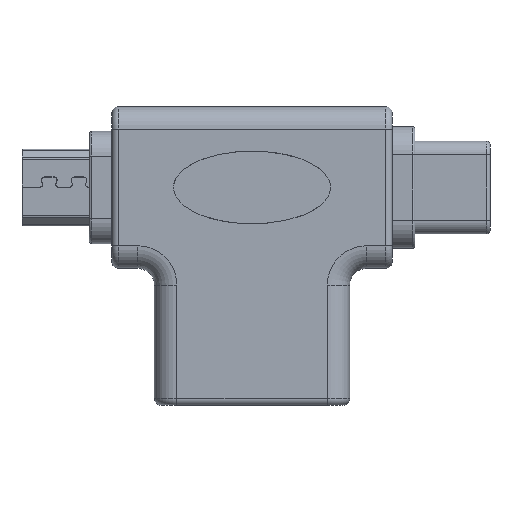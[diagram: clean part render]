
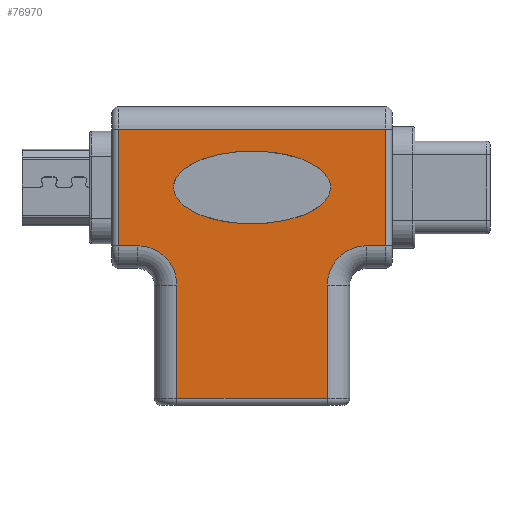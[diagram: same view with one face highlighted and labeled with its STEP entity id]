
A CAD part, top view. The second image highlights one B-rep face of the part: STEP entity #76970.
In plain terms, the highlighted face is planar.
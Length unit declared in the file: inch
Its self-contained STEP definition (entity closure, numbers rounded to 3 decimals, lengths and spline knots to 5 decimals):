
#29 = VERTEX_POINT ( 'NONE', #25037 ) ;
#261 = CARTESIAN_POINT ( 'NONE',  ( -0.19291, -0.26378, -0.34252 ) ) ;
#2064 = CARTESIAN_POINT ( 'NONE',  ( -0.19291, -0.4685, 0.20472 ) ) ;
#4824 = CARTESIAN_POINT ( 'NONE',  ( -0.19291, 0.27559, 0. ) ) ;
#6945 = LINE ( 'NONE', #73326, #65401 ) ;
#10840 = DIRECTION ( 'NONE',  ( 0., 0., 1. ) ) ;
#11261 = LINE ( 'NONE', #12560, #75303 ) ;
#11844 = EDGE_LOOP ( 'NONE', ( #71115, #65567 ) ) ;
#12105 = VECTOR ( 'NONE', #81091, 39.37008 ) ;
#12106 = CARTESIAN_POINT ( 'NONE',  ( -0.19291, 0.40157, -0.20472 ) ) ;
#12155 = ORIENTED_EDGE ( 'NONE', *, *, #43299, .T. ) ;
#12421 = DIRECTION ( 'NONE',  ( -1., 0., 0. ) ) ;
#12560 = CARTESIAN_POINT ( 'NONE',  ( -0.19291, -0.4685, -0.20472 ) ) ;
#13856 = CIRCLE ( 'NONE', #36456, 0.1378 ) ;
#13932 = VECTOR ( 'NONE', #72081, 39.37008 ) ;
#14310 = VERTEX_POINT ( 'NONE', #72651 ) ;
#15102 = EDGE_CURVE ( 'NONE', #29, #14310, #44457, .T. ) ;
#15649 = AXIS2_PLACEMENT_3D ( 'NONE', #70140, #12421, #31433 ) ;
#17430 = VECTOR ( 'NONE', #63490, 39.37008 ) ;
#19613 = ORIENTED_EDGE ( 'NONE', *, *, #48471, .T. ) ;
#20040 = CARTESIAN_POINT ( 'NONE',  ( -0.19291, 0.26378, -0.34252 ) ) ;
#21341 = CARTESIAN_POINT ( 'NONE',  ( -0.19291, 0.4685, -0.20472 ) ) ;
#21464 = DIRECTION ( 'NONE',  ( 0., -1., 0. ) ) ;
#21486 = VERTEX_POINT ( 'NONE', #12106 ) ;
#22501 = CARTESIAN_POINT ( 'NONE',  ( -0.19291, -0.40157, -0.20472 ) ) ;
#25037 = CARTESIAN_POINT ( 'NONE',  ( -0.19291, -0.27559, 0. ) ) ;
#25398 = EDGE_CURVE ( 'NONE', #54958, #60146, #6945, .T. ) ;
#25847 = CARTESIAN_POINT ( 'NONE',  ( -0.19291, 0.27559, 0.25591 ) ) ;
#26222 = LINE ( 'NONE', #80222, #12105 ) ;
#28109 = EDGE_CURVE ( 'NONE', #54958, #21486, #72115, .T. ) ;
#29079 = CARTESIAN_POINT ( 'NONE',  ( -0.19291, 0.26378, -0.74016 ) ) ;
#29318 = CARTESIAN_POINT ( 'NONE',  ( -0.19291, 0.4685, 0.20472 ) ) ;
#29817 = VERTEX_POINT ( 'NONE', #42715 ) ;
#31090 = VERTEX_POINT ( 'NONE', #2064 ) ;
#31433 = DIRECTION ( 'NONE',  ( 0., 0., 1. ) ) ;
#32038 = CARTESIAN_POINT ( 'NONE',  ( -0.19291, -0.27559, 0.25591 ) ) ;
#32354 = CARTESIAN_POINT ( 'NONE',  ( -0.19291, 0.26378, -0.74016 ) ) ;
#32631 = CARTESIAN_POINT ( 'NONE',  ( -0.19291, -0.27559, 0. ) ) ;
#32738 = LINE ( 'NONE', #59720, #63211 ) ;
#32747 = FACE_OUTER_BOUND ( 'NONE', #46766, .T. ) ;
#33389 = VERTEX_POINT ( 'NONE', #22501 ) ;
#36456 = AXIS2_PLACEMENT_3D ( 'NONE', #38777, #85260, #44521 ) ;
#37814 = CARTESIAN_POINT ( 'NONE',  ( -0.19291, 0.27559, 0. ) ) ;
#38777 = CARTESIAN_POINT ( 'NONE',  ( -0.19291, -0.40157, -0.34252 ) ) ;
#40923 = VERTEX_POINT ( 'NONE', #47176 ) ;
#41365 = VERTEX_POINT ( 'NONE', #21341 ) ;
#41685 = EDGE_CURVE ( 'NONE', #33389, #40923, #32738, .T. ) ;
#42715 = CARTESIAN_POINT ( 'NONE',  ( -0.19291, 0.4685, 0.20472 ) ) ;
#43114 = PLANE ( 'NONE',  #15649 ) ;
#43299 = EDGE_CURVE ( 'NONE', #41365, #21486, #45032, .T. ) ;
#43339 = ORIENTED_EDGE ( 'NONE', *, *, #83935, .T. ) ;
#43891 = ORIENTED_EDGE ( 'NONE', *, *, #82946, .T. ) ;
#44457 =( BOUNDED_CURVE ( )  B_SPLINE_CURVE ( 3, ( #79430, #32038, #25847, #37814 ),
 .UNSPECIFIED., .F., .F. ) 
 B_SPLINE_CURVE_WITH_KNOTS ( ( 4, 4 ),
 ( 0., 1. ),
 .UNSPECIFIED. ) 
 CURVE ( )  GEOMETRIC_REPRESENTATION_ITEM ( )  RATIONAL_B_SPLINE_CURVE ( ( 1., 0.333, 0.333, 1. ) ) 
 REPRESENTATION_ITEM ( '' )  );
#44521 = DIRECTION ( 'NONE',  ( 0., 0., 1. ) ) ;
#45032 = LINE ( 'NONE', #66288, #13932 ) ;
#45187 = DIRECTION ( 'NONE',  ( 0., -1., 0. ) ) ;
#46331 = CARTESIAN_POINT ( 'NONE',  ( -0.19291, 0.27559, -0.25591 ) ) ;
#46595 = AXIS2_PLACEMENT_3D ( 'NONE', #75896, #75445, #21464 ) ;
#46766 = EDGE_LOOP ( 'NONE', ( #19613, #43891, #12155, #49280, #52512, #65695, #79475, #85948, #56194, #43339 ) ) ;
#47073 = EDGE_CURVE ( 'NONE', #60146, #59395, #86814, .T. ) ;
#47176 = CARTESIAN_POINT ( 'NONE',  ( -0.19291, -0.4685, -0.20472 ) ) ;
#48118 = VECTOR ( 'NONE', #45187, 39.37008 ) ;
#48471 = EDGE_CURVE ( 'NONE', #31090, #29817, #70181, .T. ) ;
#48759 = LINE ( 'NONE', #29318, #52494 ) ;
#49280 = ORIENTED_EDGE ( 'NONE', *, *, #28109, .F. ) ;
#52494 = VECTOR ( 'NONE', #75805, 39.37008 ) ;
#52512 = ORIENTED_EDGE ( 'NONE', *, *, #25398, .T. ) ;
#52636 = FACE_BOUND ( 'NONE', #11844, .T. ) ;
#53759 = EDGE_CURVE ( 'NONE', #59395, #60500, #26222, .T. ) ;
#54958 = VERTEX_POINT ( 'NONE', #20040 ) ;
#56194 = ORIENTED_EDGE ( 'NONE', *, *, #41685, .T. ) ;
#57905 = EDGE_CURVE ( 'NONE', #33389, #60500, #13856, .T. ) ;
#59395 = VERTEX_POINT ( 'NONE', #83440 ) ;
#59720 = CARTESIAN_POINT ( 'NONE',  ( -0.19291, -0.40157, -0.20472 ) ) ;
#60146 = VERTEX_POINT ( 'NONE', #29079 ) ;
#60500 = VERTEX_POINT ( 'NONE', #261 ) ;
#63211 = VECTOR ( 'NONE', #85451, 39.37008 ) ;
#63490 = DIRECTION ( 'NONE',  ( 0., 1., 0. ) ) ;
#64868 = EDGE_CURVE ( 'NONE', #14310, #29, #73424, .T. ) ;
#65401 = VECTOR ( 'NONE', #67123, 39.37008 ) ;
#65567 = ORIENTED_EDGE ( 'NONE', *, *, #15102, .F. ) ;
#65695 = ORIENTED_EDGE ( 'NONE', *, *, #47073, .T. ) ;
#66288 = CARTESIAN_POINT ( 'NONE',  ( -0.19291, 0.4685, -0.20472 ) ) ;
#67123 = DIRECTION ( 'NONE',  ( 0., 0., -1. ) ) ;
#70140 = CARTESIAN_POINT ( 'NONE',  ( -0.19291, -0.49213, -0.28346 ) ) ;
#70181 = LINE ( 'NONE', #78098, #17430 ) ;
#71115 = ORIENTED_EDGE ( 'NONE', *, *, #64868, .F. ) ;
#72081 = DIRECTION ( 'NONE',  ( 0., -1., 0. ) ) ;
#72115 = CIRCLE ( 'NONE', #46595, 0.1378 ) ;
#72651 = CARTESIAN_POINT ( 'NONE',  ( -0.19291, 0.27559, 0. ) ) ;
#73326 = CARTESIAN_POINT ( 'NONE',  ( -0.19291, 0.26378, -0.34252 ) ) ;
#73424 =( BOUNDED_CURVE ( )  B_SPLINE_CURVE ( 3, ( #4824, #46331, #85787, #32631 ),
 .UNSPECIFIED., .F., .T. ) 
 B_SPLINE_CURVE_WITH_KNOTS ( ( 4, 4 ),
 ( 0., 1. ),
 .UNSPECIFIED. ) 
 CURVE ( )  GEOMETRIC_REPRESENTATION_ITEM ( )  RATIONAL_B_SPLINE_CURVE ( ( 1., 0.333, 0.333, 1. ) ) 
 REPRESENTATION_ITEM ( '' )  );
#75303 = VECTOR ( 'NONE', #10840, 39.37008 ) ;
#75445 = DIRECTION ( 'NONE',  ( -1., 0., 0. ) ) ;
#75805 = DIRECTION ( 'NONE',  ( 0., 0., -1. ) ) ;
#75896 = CARTESIAN_POINT ( 'NONE',  ( -0.19291, 0.40157, -0.34252 ) ) ;
#76970 = ADVANCED_FACE ( 'NONE', ( #52636, #32747 ), #43114, .T. ) ;
#78098 = CARTESIAN_POINT ( 'NONE',  ( -0.19291, -0.4685, 0.20472 ) ) ;
#79430 = CARTESIAN_POINT ( 'NONE',  ( -0.19291, -0.27559, 0. ) ) ;
#79475 = ORIENTED_EDGE ( 'NONE', *, *, #53759, .T. ) ;
#80222 = CARTESIAN_POINT ( 'NONE',  ( -0.19291, -0.26378, -0.74016 ) ) ;
#81091 = DIRECTION ( 'NONE',  ( 0., 0., 1. ) ) ;
#82946 = EDGE_CURVE ( 'NONE', #29817, #41365, #48759, .T. ) ;
#83440 = CARTESIAN_POINT ( 'NONE',  ( -0.19291, -0.26378, -0.74016 ) ) ;
#83935 = EDGE_CURVE ( 'NONE', #40923, #31090, #11261, .T. ) ;
#85260 = DIRECTION ( 'NONE',  ( -1., 0., 0. ) ) ;
#85451 = DIRECTION ( 'NONE',  ( 0., -1., 0. ) ) ;
#85787 = CARTESIAN_POINT ( 'NONE',  ( -0.19291, -0.27559, -0.25591 ) ) ;
#85948 = ORIENTED_EDGE ( 'NONE', *, *, #57905, .F. ) ;
#86814 = LINE ( 'NONE', #32354, #48118 ) ;
